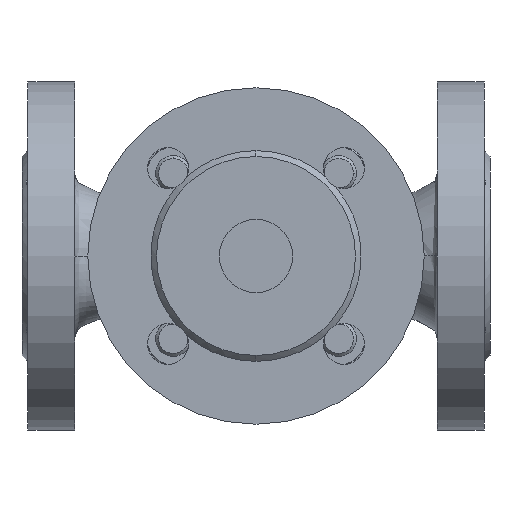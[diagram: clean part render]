
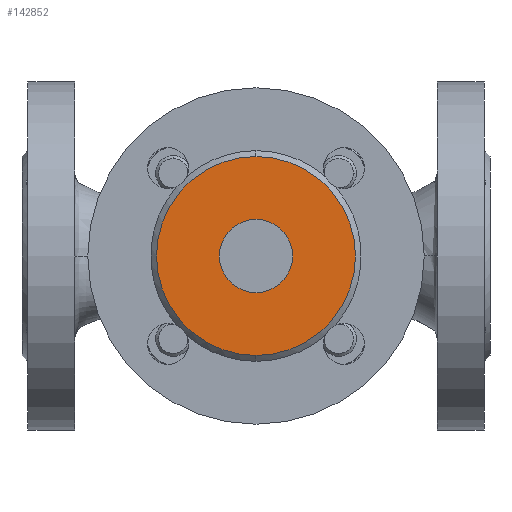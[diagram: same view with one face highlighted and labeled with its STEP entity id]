
A CAD part, front view. The second image highlights one B-rep face of the part: STEP entity #142852.
In plain terms, the highlighted planar face has unit normal (0, -1, 0).
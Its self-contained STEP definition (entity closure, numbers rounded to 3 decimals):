
#8681 = VERTEX_POINT ( 'NONE', #140630 ) ;
#12592 = ORIENTED_EDGE ( 'NONE', *, *, #81747, .F. ) ;
#20246 = EDGE_CURVE ( 'NONE', #8681, #165319, #208363, .T. ) ;
#21724 = EDGE_CURVE ( 'NONE', #165319, #8681, #141115, .T. ) ;
#27592 = ORIENTED_EDGE ( 'NONE', *, *, #21724, .F. ) ;
#39770 = EDGE_CURVE ( 'NONE', #117217, #175103, #181212, .T. ) ;
#54831 = AXIS2_PLACEMENT_3D ( 'NONE', #191026, #79087, #209785 ) ;
#65313 = CARTESIAN_POINT ( 'NONE',  ( 0., -131., 0. ) ) ;
#69072 = EDGE_LOOP ( 'NONE', ( #12592, #167047 ) ) ;
#74149 = ORIENTED_EDGE ( 'NONE', *, *, #20246, .F. ) ;
#79087 = DIRECTION ( 'NONE',  ( 0., 1., 0. ) ) ;
#79663 = AXIS2_PLACEMENT_3D ( 'NONE', #233618, #84112, #140464 ) ;
#81747 = EDGE_CURVE ( 'NONE', #175103, #117217, #148605, .T. ) ;
#84112 = DIRECTION ( 'NONE',  ( 0., 1., 0. ) ) ;
#84134 = DIRECTION ( 'NONE',  ( 1., 0., 0. ) ) ;
#88967 = EDGE_LOOP ( 'NONE', ( #27592, #74149 ) ) ;
#104345 = DIRECTION ( 'NONE',  ( 0., 1., 0. ) ) ;
#105491 = DIRECTION ( 'NONE',  ( 0., -1., 0. ) ) ;
#117217 = VERTEX_POINT ( 'NONE', #199465 ) ;
#122050 = CARTESIAN_POINT ( 'NONE',  ( 12.5, -131., 0. ) ) ;
#134338 = AXIS2_PLACEMENT_3D ( 'NONE', #65313, #196073, #84134 ) ;
#140464 = DIRECTION ( 'NONE',  ( 0., 0., 1. ) ) ;
#140630 = CARTESIAN_POINT ( 'NONE',  ( -12.5, -131., 0. ) ) ;
#141115 = CIRCLE ( 'NONE', #134338, 12.5 ) ;
#142852 = ADVANCED_FACE ( 'NONE', ( #160947, #149147 ), #214790, .F. ) ;
#148605 = CIRCLE ( 'NONE', #170194, 34. ) ;
#149147 = FACE_OUTER_BOUND ( 'NONE', #69072, .T. ) ;
#160947 = FACE_BOUND ( 'NONE', #88967, .T. ) ;
#165319 = VERTEX_POINT ( 'NONE', #122050 ) ;
#167047 = ORIENTED_EDGE ( 'NONE', *, *, #39770, .F. ) ;
#170194 = AXIS2_PLACEMENT_3D ( 'NONE', #216261, #104345, #235091 ) ;
#175103 = VERTEX_POINT ( 'NONE', #224291 ) ;
#181212 = CIRCLE ( 'NONE', #54831, 34. ) ;
#191026 = CARTESIAN_POINT ( 'NONE',  ( 0., -131., 0. ) ) ;
#196073 = DIRECTION ( 'NONE',  ( 0., -1., 0. ) ) ;
#199465 = CARTESIAN_POINT ( 'NONE',  ( 0., -131., -34. ) ) ;
#208363 = CIRCLE ( 'NONE', #226682, 12.5 ) ;
#209785 = DIRECTION ( 'NONE',  ( 0., 0., 1. ) ) ;
#214790 = PLANE ( 'NONE',  #79663 ) ;
#216261 = CARTESIAN_POINT ( 'NONE',  ( 0., -131., 0. ) ) ;
#217420 = CARTESIAN_POINT ( 'NONE',  ( 0., -131., 0. ) ) ;
#224291 = CARTESIAN_POINT ( 'NONE',  ( 0., -131., 34. ) ) ;
#226682 = AXIS2_PLACEMENT_3D ( 'NONE', #217420, #105491, #236231 ) ;
#233618 = CARTESIAN_POINT ( 'NONE',  ( 12.5, -131., 0. ) ) ;
#235091 = DIRECTION ( 'NONE',  ( 0., 0., 1. ) ) ;
#236231 = DIRECTION ( 'NONE',  ( 1., 0., 0. ) ) ;
